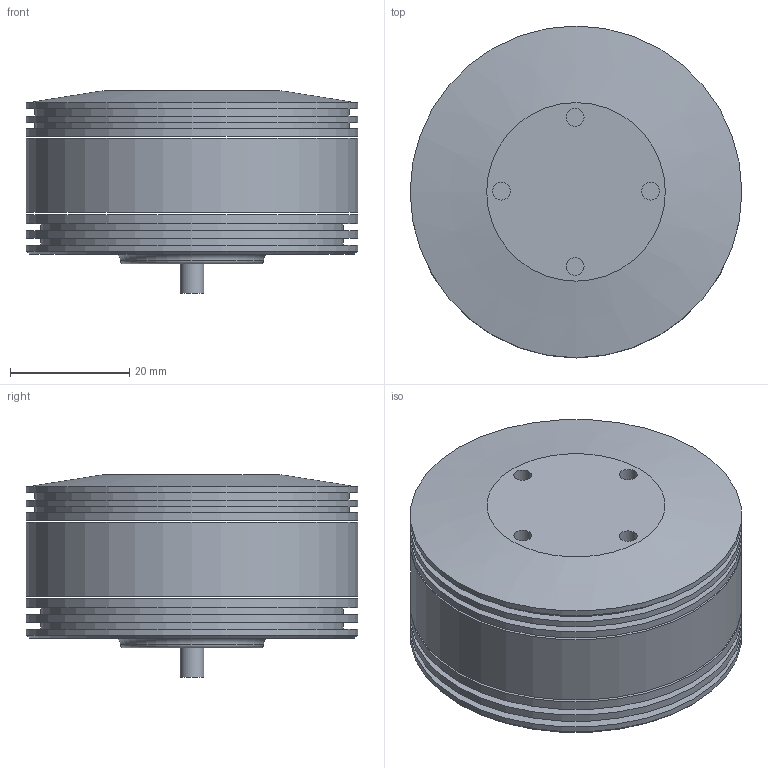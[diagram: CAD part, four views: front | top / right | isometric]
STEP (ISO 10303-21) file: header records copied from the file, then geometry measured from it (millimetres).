
FILE_DESCRIPTION(('FreeCAD Model'),'2;1');
FILE_NAME( 'T motor MN501-S.step', '2020-09-17T15:16:17',('Author'),(''), 'Open CASCADE STEP processor 7.4','FreeCAD','Unknown');
FILE_SCHEMA(('AUTOMOTIVE_DESIGN { 1 0 10303 214 1 1 1 1 }'));
Length unit declared in the file: millimetre
Products named in the file (4): Unnamed; mn501s_top_001; mn501s_mid_001; mn501s_bot_001
Assembly tree (3 placements, depth 2):
  Unnamed
    mn501s_top_001
    mn501s_mid_001
    mn501s_bot_001
Bounding box: 55.6 x 55.6 x 33.9 mm (x, y, z)
Volume: 61490.7 mm3; surface area: 22103.6 mm2
Topology: 3 solids, 3 shells, 57 faces, 83 edges, 54 vertices
Faces by surface type: plane 28, cylinder 25, cone 2, torus 2
Full cylindrical faces by diameter (mm): 3 x12, 4 x1, 24 x1, 50.677 x2, 52.7 x2, 55.6 x7
Entity records: 2446 total; most frequent: DIRECTION 423, CARTESIAN_POINT 388, ORIENTED_EDGE 166, PCURVE 166, DEFINITIONAL_REPRESENTATION 166, LINE 143, VECTOR 143, AXIS2_PLACEMENT_3D 117
